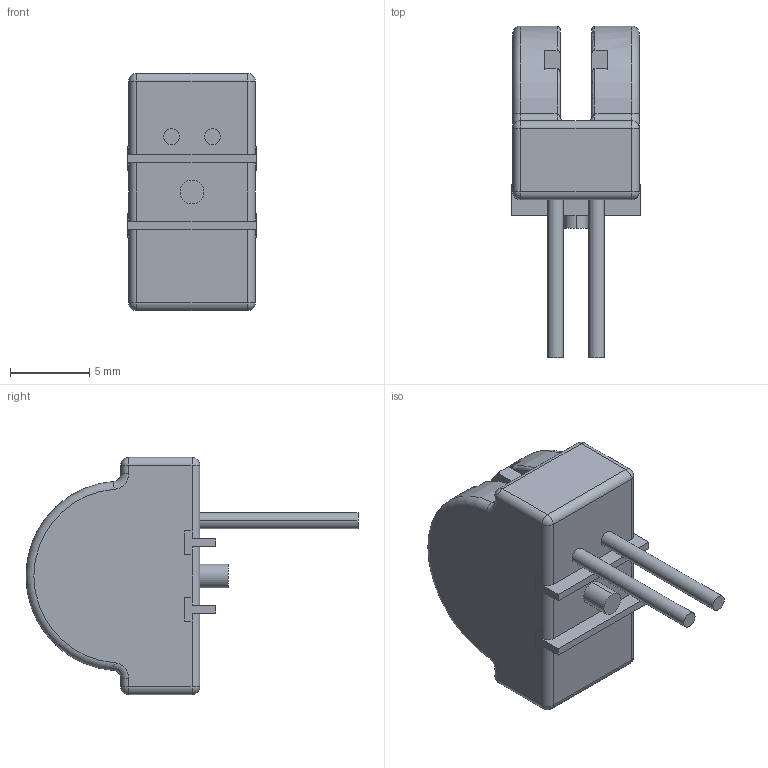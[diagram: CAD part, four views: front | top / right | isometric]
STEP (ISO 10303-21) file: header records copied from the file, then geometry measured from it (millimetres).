
FILE_DESCRIPTION((''),'2;1');
FILE_NAME('S2_E003584B','2006-07-17T',('MaBamberg'),(''),'PRO/ENGINEER BY PARAMETRIC TECHNOLOGY CORPORATION, 2005310','PRO/ENGINEER BY PARAMETRIC TECHNOLOGY CORPORATION, 2005310','');
FILE_SCHEMA(('CONFIG_CONTROL_DESIGN'));
Length unit declared in the file: millimetre
Products named in the file (1): S2_E003584B
Bounding box: 8.1 x 21 x 15 mm (x, y, z)
Volume: 944.8 mm3; surface area: 840.3 mm2
Topology: 1 solids, 1 shells, 119 faces, 294 edges, 180 vertices
Faces by surface type: plane 59, cylinder 36, torus 12, sphere 8, bspline 4
Entity records: 5403 total; most frequent: CARTESIAN_POINT 1295, DIRECTION 604, ORIENTED_EDGE 588, PRESENTATION_STYLE_ASSIGNMENT 334, STYLED_ITEM 328, CURVE_STYLE 294, EDGE_CURVE 294, AXIS2_PLACEMENT_3D 211
